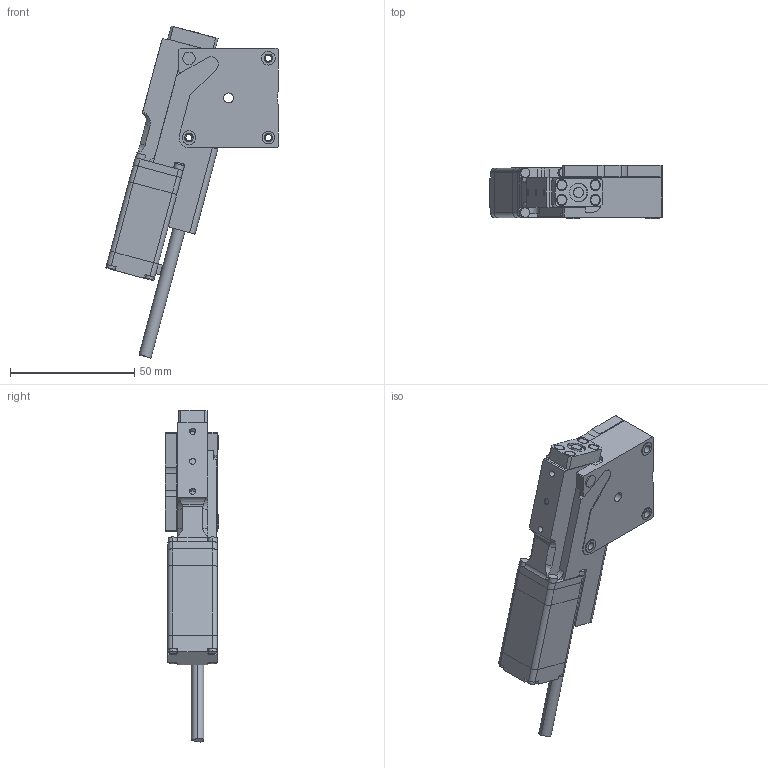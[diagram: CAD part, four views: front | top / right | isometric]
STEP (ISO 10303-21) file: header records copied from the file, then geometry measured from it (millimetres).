
FILE_DESCRIPTION (( 'STEP AP203' ), '1' );
FILE_NAME ('RSM40B-VxT4.step', '2023-05-17T23:20:49', ( '' ), ( '' ), 'SwSTEP 2.0', 'SolidWorks 2019', '' );
FILE_SCHEMA (( 'CONFIG_CONTROL_DESIGN' ));
Length unit declared in the file: millimetre
Products named in the file (4): NMS08_motor^RSM40_NMS08-V; RSM40_base^RSM40_RSM40-VT4; RSM40B-VxT4; RSM40_top^RSM40_RSM40-SV
Assembly tree (3 placements, depth 2):
  RSM40B-VxT4
    RSM40_base^RSM40_RSM40-VT4
    NMS08_motor^RSM40_NMS08-V
    RSM40_top^RSM40_RSM40-SV
Bounding box: 69.52 x 21.5 x 133.8 mm (x, y, z)
Volume: 64929.1 mm3; surface area: 24441.6 mm2
Topology: 17 solids, 17 shells, 362 faces, 887 edges, 588 vertices
Faces by surface type: cylinder 184, plane 172, cone 6
Entity records: 11394 total; most frequent: CARTESIAN_POINT 2054, DIRECTION 1963, ORIENTED_EDGE 1774, EDGE_CURVE 887, AXIS2_PLACEMENT_3D 733, VERTEX_POINT 588, LINE 497, VECTOR 497
